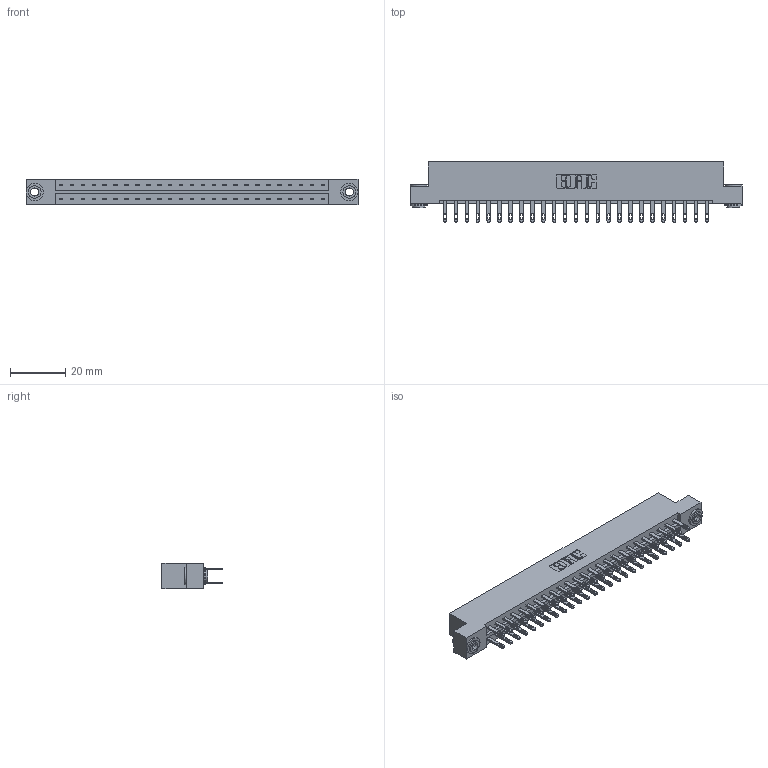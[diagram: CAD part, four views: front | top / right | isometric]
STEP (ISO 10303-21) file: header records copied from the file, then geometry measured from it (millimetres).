
FILE_DESCRIPTION (( 'STEP AP203' ), '1' );
FILE_NAME ('833-050-500-203.STEP', '2020-06-04T16:53:57', ( '' ), ( '' ), 'SwSTEP 2.0', 'SolidWorks 2020', '' );
FILE_SCHEMA (( 'CONFIG_CONTROL_DESIGN' ));
Length unit declared in the file: inch
Products named in the file (4): 345-292-001_345-293-100; 833 Part_Flush - .156 Dia - TH; 345-250-002_345-250-002-102; 833-050-500-203
Assembly tree (53 placements, depth 2):
  833-050-500-203
    833 Part_Flush - .156 Dia - TH
    345-292-001_345-293-100  x50
    345-250-002_345-250-002-102  x2
Bounding box: 120.6 x 21.85 x 9.4 mm (x, y, z)
Volume: 12325.7 mm3; surface area: 15160.5 mm2
Topology: 53 solids, 53 shells, 2552 faces, 7737 edges, 5154 vertices
Faces by surface type: plane 1580, cylinder 964, cone 8
Entity records: 18862 total; most frequent: CARTESIAN_POINT 3121, ORIENTED_EDGE 3050, DIRECTION 2731, EDGE_CURVE 1525, LINE 1369, VECTOR 1369, VERTEX_POINT 1014, AXIS2_PLACEMENT_3D 681
